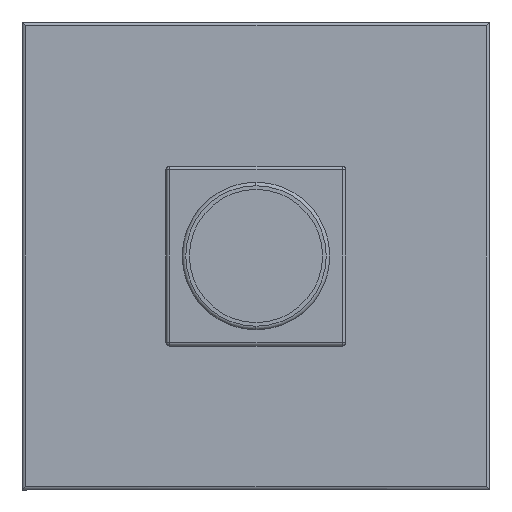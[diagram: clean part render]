
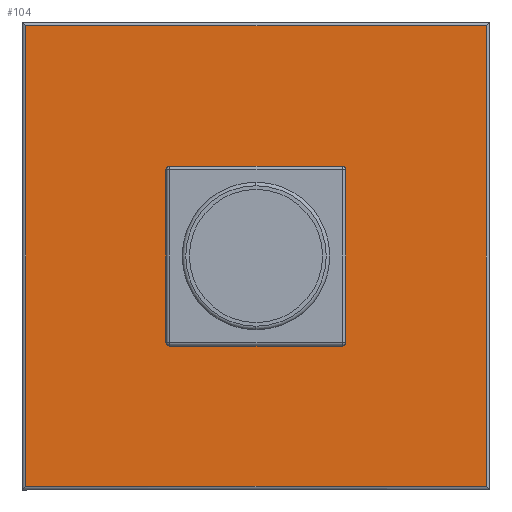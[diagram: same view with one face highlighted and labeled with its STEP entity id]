
A CAD part, front view. The second image highlights one B-rep face of the part: STEP entity #104.
In plain terms, the highlighted face is planar.
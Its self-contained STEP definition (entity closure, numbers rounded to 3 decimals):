
#12 = ORIENTED_EDGE ( 'NONE', *, *, #675, .F. ) ;
#66 = DIRECTION ( 'NONE',  ( 1., 0., 0. ) ) ;
#80 = CARTESIAN_POINT ( 'NONE',  ( 0., 0., 3.5 ) ) ;
#94 = CIRCLE ( 'NONE', #967, 10.5 ) ;
#95 = CARTESIAN_POINT ( 'NONE',  ( -32.5, 32., 3.5 ) ) ;
#104 = ADVANCED_FACE ( 'NONE', ( #1369, #908 ), #437, .T. ) ;
#121 = DIRECTION ( 'NONE',  ( 1., 0., 0. ) ) ;
#173 = ORIENTED_EDGE ( 'NONE', *, *, #579, .T. ) ;
#233 = EDGE_LOOP ( 'NONE', ( #741, #12 ) ) ;
#307 = CARTESIAN_POINT ( 'NONE',  ( 32., 32.5, 3.5 ) ) ;
#312 = LINE ( 'NONE', #784, #728 ) ;
#428 = VECTOR ( 'NONE', #779, 1000. ) ;
#437 = PLANE ( 'NONE',  #1427 ) ;
#457 = DIRECTION ( 'NONE',  ( 1., 0., 0. ) ) ;
#494 = EDGE_LOOP ( 'NONE', ( #1253, #173, #1437, #1471 ) ) ;
#515 = AXIS2_PLACEMENT_3D ( 'NONE', #725, #1178, #121 ) ;
#529 = CARTESIAN_POINT ( 'NONE',  ( -32., -32., 3.5 ) ) ;
#531 = VERTEX_POINT ( 'NONE', #1256 ) ;
#565 = DIRECTION ( 'NONE',  ( 0., 0., 1. ) ) ;
#579 = EDGE_CURVE ( 'NONE', #1193, #1341, #1035, .T. ) ;
#585 = DIRECTION ( 'NONE',  ( -1., 0., 0. ) ) ;
#675 = EDGE_CURVE ( 'NONE', #994, #531, #1364, .T. ) ;
#725 = CARTESIAN_POINT ( 'NONE',  ( 0., 0., 3.5 ) ) ;
#728 = VECTOR ( 'NONE', #1244, 1000. ) ;
#741 = ORIENTED_EDGE ( 'NONE', *, *, #961, .F. ) ;
#779 = DIRECTION ( 'NONE',  ( 0., 1., 0. ) ) ;
#784 = CARTESIAN_POINT ( 'NONE',  ( -32., -32.5, 3.5 ) ) ;
#812 = CARTESIAN_POINT ( 'NONE',  ( 10.5, 0., 3.5 ) ) ;
#838 = CARTESIAN_POINT ( 'NONE',  ( 32., 32., 3.5 ) ) ;
#892 = EDGE_CURVE ( 'NONE', #1341, #1118, #1353, .T. ) ;
#908 = FACE_BOUND ( 'NONE', #233, .T. ) ;
#939 = VERTEX_POINT ( 'NONE', #1482 ) ;
#961 = EDGE_CURVE ( 'NONE', #531, #994, #94, .T. ) ;
#967 = AXIS2_PLACEMENT_3D ( 'NONE', #80, #565, #1026 ) ;
#994 = VERTEX_POINT ( 'NONE', #812 ) ;
#1008 = EDGE_CURVE ( 'NONE', #1118, #939, #1151, .T. ) ;
#1013 = DIRECTION ( 'NONE',  ( 0., 0., 1. ) ) ;
#1016 = VECTOR ( 'NONE', #457, 1000. ) ;
#1026 = DIRECTION ( 'NONE',  ( 1., 0., 0. ) ) ;
#1035 = LINE ( 'NONE', #1499, #1016 ) ;
#1118 = VERTEX_POINT ( 'NONE', #838 ) ;
#1151 = LINE ( 'NONE', #95, #1350 ) ;
#1178 = DIRECTION ( 'NONE',  ( 0., 0., 1. ) ) ;
#1193 = VERTEX_POINT ( 'NONE', #529 ) ;
#1244 = DIRECTION ( 'NONE',  ( 0., -1., 0. ) ) ;
#1253 = ORIENTED_EDGE ( 'NONE', *, *, #1263, .T. ) ;
#1256 = CARTESIAN_POINT ( 'NONE',  ( -10.5, 0., 3.5 ) ) ;
#1263 = EDGE_CURVE ( 'NONE', #939, #1193, #312, .T. ) ;
#1341 = VERTEX_POINT ( 'NONE', #1384 ) ;
#1350 = VECTOR ( 'NONE', #585, 1000. ) ;
#1353 = LINE ( 'NONE', #307, #428 ) ;
#1364 = CIRCLE ( 'NONE', #515, 10.5 ) ;
#1369 = FACE_OUTER_BOUND ( 'NONE', #494, .T. ) ;
#1384 = CARTESIAN_POINT ( 'NONE',  ( 32., -32., 3.5 ) ) ;
#1427 = AXIS2_PLACEMENT_3D ( 'NONE', #1480, #1013, #66 ) ;
#1437 = ORIENTED_EDGE ( 'NONE', *, *, #892, .T. ) ;
#1471 = ORIENTED_EDGE ( 'NONE', *, *, #1008, .T. ) ;
#1480 = CARTESIAN_POINT ( 'NONE',  ( 0., 0., 3.5 ) ) ;
#1482 = CARTESIAN_POINT ( 'NONE',  ( -32., 32., 3.5 ) ) ;
#1499 = CARTESIAN_POINT ( 'NONE',  ( 32.5, -32., 3.5 ) ) ;
